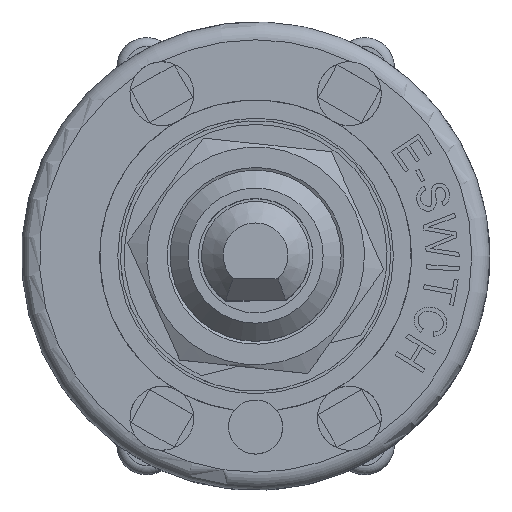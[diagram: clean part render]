
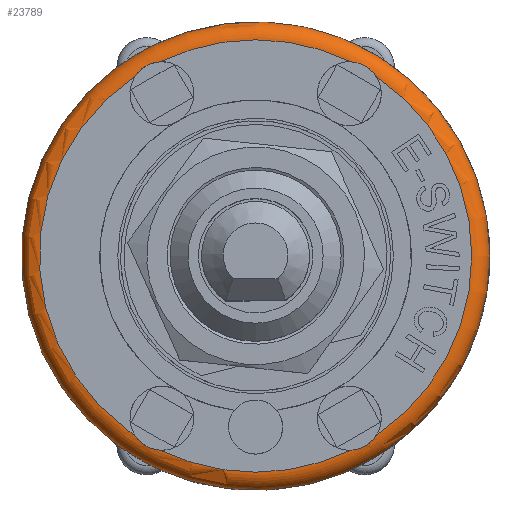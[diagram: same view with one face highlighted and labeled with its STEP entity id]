
A CAD part, top view. The second image highlights one B-rep face of the part: STEP entity #23789.
In plain terms, the highlighted toroidal (fillet/blend) face has major radius 12 mm and minor radius 1 mm.
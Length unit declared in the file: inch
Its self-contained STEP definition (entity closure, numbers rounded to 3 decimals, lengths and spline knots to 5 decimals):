
#23139=CARTESIAN_POINT('',(0.51181,0.0,0.37402));
#23140=VERTEX_POINT('',#23139);
#23141=CARTESIAN_POINT('',(0.0,0.0,0.37402));
#23142=DIRECTION('',(0.0,0.0,1.0));
#23143=DIRECTION('',(-1.0,0.0,0.0));
#23144=AXIS2_PLACEMENT_3D('',#23141,#23142,#23143);
#23145=CIRCLE('',#23144,0.51181);
#23146=EDGE_CURVE('',#23140,#23140,#23145,.T.);
#23389=CARTESIAN_POINT('',(-0.26379,0.39194,0.41339));
#23390=VERTEX_POINT('',#23389);
#23399=CARTESIAN_POINT('',(-0.20753,0.42442,0.41339));
#23400=VERTEX_POINT('',#23399);
#23408=CARTESIAN_POINT('',(-0.26379,0.39194,0.41339));
#23409=CARTESIAN_POINT('',(-0.26063,0.39693,0.41339));
#23410=CARTESIAN_POINT('',(-0.25684,0.40153,0.41318));
#23411=CARTESIAN_POINT('',(-0.25019,0.40776,0.41294));
#23412=CARTESIAN_POINT('',(-0.24774,0.40975,0.41287));
#23413=CARTESIAN_POINT('',(-0.24411,0.41233,0.41281));
#23414=CARTESIAN_POINT('',(-0.24303,0.41306,0.41279));
#23415=CARTESIAN_POINT('',(-0.24115,0.41424,0.41278));
#23416=CARTESIAN_POINT('',(-0.24035,0.41472,0.41278));
#23417=CARTESIAN_POINT('',(-0.23874,0.41565,0.41278));
#23418=CARTESIAN_POINT('',(-0.23791,0.4161,0.41278));
#23419=CARTESIAN_POINT('',(-0.23586,0.41717,0.4128));
#23420=CARTESIAN_POINT('',(-0.23462,0.41777,0.41281));
#23421=CARTESIAN_POINT('',(-0.23029,0.41972,0.41288));
#23422=CARTESIAN_POINT('',(-0.22713,0.42087,0.41296));
#23423=CARTESIAN_POINT('',(-0.2184,0.42336,0.41321));
#23424=CARTESIAN_POINT('',(-0.2129,0.4242,0.41339));
#23425=CARTESIAN_POINT('',(-0.20753,0.42442,0.41339));
#23426=B_SPLINE_CURVE_WITH_KNOTS('',3,(#23408,#23409,#23410,#23411,#23412,#23413,#23414,#23415,#23416,#23417,#23418,#23419,#23420,#23421,#23422,#23423,#23424,#23425),.UNSPECIFIED.,.F.,.U.,(4,2,2,2,2,2,2,2,4),(-0.30321,-0.28459,-0.27477,-0.27072,-0.26786,-0.26495,-0.2607,-0.25033,-0.23279),.UNSPECIFIED.);
#23427=EDGE_CURVE('',#23390,#23400,#23426,.T.);
#23463=CARTESIAN_POINT('',(-0.26379,-0.39194,0.41339));
#23464=VERTEX_POINT('',#23463);
#23474=CARTESIAN_POINT('',(-0.20753,-0.42442,0.41339));
#23475=VERTEX_POINT('',#23474);
#23476=CARTESIAN_POINT('',(-0.20753,-0.42442,0.41339));
#23477=CARTESIAN_POINT('',(-0.21344,-0.42418,0.41339));
#23478=CARTESIAN_POINT('',(-0.21932,-0.42319,0.41318));
#23479=CARTESIAN_POINT('',(-0.22803,-0.42055,0.41294));
#23480=CARTESIAN_POINT('',(-0.23098,-0.41943,0.41287));
#23481=CARTESIAN_POINT('',(-0.23503,-0.41757,0.41281));
#23482=CARTESIAN_POINT('',(-0.2362,-0.417,0.41279));
#23483=CARTESIAN_POINT('',(-0.23817,-0.41596,0.41278));
#23484=CARTESIAN_POINT('',(-0.23898,-0.41551,0.41278));
#23485=CARTESIAN_POINT('',(-0.24059,-0.41458,0.41278));
#23486=CARTESIAN_POINT('',(-0.2414,-0.41409,0.41278));
#23487=CARTESIAN_POINT('',(-0.24335,-0.41285,0.4128));
#23488=CARTESIAN_POINT('',(-0.24449,-0.41207,0.41281));
#23489=CARTESIAN_POINT('',(-0.24834,-0.4093,0.41288));
#23490=CARTESIAN_POINT('',(-0.25092,-0.40713,0.41296));
#23491=CARTESIAN_POINT('',(-0.25744,-0.40082,0.41321));
#23492=CARTESIAN_POINT('',(-0.26092,-0.39648,0.41339));
#23493=CARTESIAN_POINT('',(-0.26379,-0.39194,0.41339));
#23494=B_SPLINE_CURVE_WITH_KNOTS('',3,(#23476,#23477,#23478,#23479,#23480,#23481,#23482,#23483,#23484,#23485,#23486,#23487,#23488,#23489,#23490,#23491,#23492,#23493),.UNSPECIFIED.,.F.,.U.,(4,2,2,2,2,2,2,2,4),(-0.30321,-0.28459,-0.27477,-0.27072,-0.26786,-0.26495,-0.2607,-0.25033,-0.23279),.UNSPECIFIED.);
#23495=EDGE_CURVE('',#23475,#23464,#23494,.T.);
#23563=CARTESIAN_POINT('',(0.20753,-0.42442,0.41339));
#23564=VERTEX_POINT('',#23563);
#23574=CARTESIAN_POINT('',(0.26379,-0.39194,0.41339));
#23575=VERTEX_POINT('',#23574);
#23576=CARTESIAN_POINT('',(0.26379,-0.39194,0.41339));
#23577=CARTESIAN_POINT('',(0.26063,-0.39693,0.41339));
#23578=CARTESIAN_POINT('',(0.25684,-0.40153,0.41318));
#23579=CARTESIAN_POINT('',(0.25019,-0.40776,0.41294));
#23580=CARTESIAN_POINT('',(0.24774,-0.40975,0.41287));
#23581=CARTESIAN_POINT('',(0.24411,-0.41233,0.41281));
#23582=CARTESIAN_POINT('',(0.24303,-0.41306,0.41279));
#23583=CARTESIAN_POINT('',(0.24115,-0.41424,0.41278));
#23584=CARTESIAN_POINT('',(0.24035,-0.41472,0.41278));
#23585=CARTESIAN_POINT('',(0.23874,-0.41565,0.41278));
#23586=CARTESIAN_POINT('',(0.23791,-0.4161,0.41278));
#23587=CARTESIAN_POINT('',(0.23586,-0.41717,0.4128));
#23588=CARTESIAN_POINT('',(0.23462,-0.41777,0.41281));
#23589=CARTESIAN_POINT('',(0.23029,-0.41972,0.41288));
#23590=CARTESIAN_POINT('',(0.22713,-0.42087,0.41296));
#23591=CARTESIAN_POINT('',(0.2184,-0.42336,0.41321));
#23592=CARTESIAN_POINT('',(0.2129,-0.4242,0.41339));
#23593=CARTESIAN_POINT('',(0.20753,-0.42442,0.41339));
#23594=B_SPLINE_CURVE_WITH_KNOTS('',3,(#23576,#23577,#23578,#23579,#23580,#23581,#23582,#23583,#23584,#23585,#23586,#23587,#23588,#23589,#23590,#23591,#23592,#23593),.UNSPECIFIED.,.F.,.U.,(4,2,2,2,2,2,2,2,4),(-0.30321,-0.28459,-0.27477,-0.27072,-0.26786,-0.26495,-0.2607,-0.25033,-0.23279),.UNSPECIFIED.);
#23595=EDGE_CURVE('',#23575,#23564,#23594,.T.);
#23689=CARTESIAN_POINT('',(0.20753,0.42442,0.41339));
#23690=VERTEX_POINT('',#23689);
#23699=CARTESIAN_POINT('',(0.26379,0.39194,0.41339));
#23700=VERTEX_POINT('',#23699);
#23708=CARTESIAN_POINT('',(0.20753,0.42442,0.41339));
#23709=CARTESIAN_POINT('',(0.21344,0.42418,0.41339));
#23710=CARTESIAN_POINT('',(0.21932,0.42319,0.41318));
#23711=CARTESIAN_POINT('',(0.22803,0.42055,0.41294));
#23712=CARTESIAN_POINT('',(0.23098,0.41943,0.41287));
#23713=CARTESIAN_POINT('',(0.23503,0.41757,0.41281));
#23714=CARTESIAN_POINT('',(0.2362,0.417,0.41279));
#23715=CARTESIAN_POINT('',(0.23817,0.41596,0.41278));
#23716=CARTESIAN_POINT('',(0.23898,0.41551,0.41278));
#23717=CARTESIAN_POINT('',(0.24059,0.41458,0.41278));
#23718=CARTESIAN_POINT('',(0.2414,0.41409,0.41278));
#23719=CARTESIAN_POINT('',(0.24335,0.41285,0.4128));
#23720=CARTESIAN_POINT('',(0.24449,0.41207,0.41281));
#23721=CARTESIAN_POINT('',(0.24834,0.4093,0.41288));
#23722=CARTESIAN_POINT('',(0.25092,0.40713,0.41296));
#23723=CARTESIAN_POINT('',(0.25744,0.40082,0.41321));
#23724=CARTESIAN_POINT('',(0.26092,0.39648,0.41339));
#23725=CARTESIAN_POINT('',(0.26379,0.39194,0.41339));
#23726=B_SPLINE_CURVE_WITH_KNOTS('',3,(#23708,#23709,#23710,#23711,#23712,#23713,#23714,#23715,#23716,#23717,#23718,#23719,#23720,#23721,#23722,#23723,#23724,#23725),.UNSPECIFIED.,.F.,.U.,(4,2,2,2,2,2,2,2,4),(-0.30321,-0.28459,-0.27477,-0.27072,-0.26786,-0.26495,-0.2607,-0.25033,-0.23279),.UNSPECIFIED.);
#23727=EDGE_CURVE('',#23690,#23700,#23726,.T.);
#23747=CARTESIAN_POINT('',(0.0,0.0,0.37402));
#23748=DIRECTION('',(0.0,0.0,-1.0));
#23749=DIRECTION('',(-1.0,0.0,0.0));
#23750=AXIS2_PLACEMENT_3D('',#23747,#23748,#23749);
#23751=TOROIDAL_SURFACE('',#23750,0.47244,0.03937);
#23752=ORIENTED_EDGE('',*,*,#23146,.T.);
#23753=EDGE_LOOP('',(#23752));
#23754=FACE_OUTER_BOUND('',#23753,.T.);
#23755=CARTESIAN_POINT('',(0.0,0.0,0.41339));
#23756=DIRECTION('',(0.0,0.0,-1.0));
#23757=DIRECTION('',(-1.0,0.0,0.0));
#23758=AXIS2_PLACEMENT_3D('',#23755,#23756,#23757);
#23759=CIRCLE('',#23758,0.47244);
#23760=EDGE_CURVE('',#23464,#23390,#23759,.T.);
#23761=ORIENTED_EDGE('',*,*,#23760,.T.);
#23762=ORIENTED_EDGE('',*,*,#23427,.T.);
#23763=CARTESIAN_POINT('',(0.0,0.0,0.41339));
#23764=DIRECTION('',(0.0,0.0,-1.0));
#23765=DIRECTION('',(-1.0,0.0,0.0));
#23766=AXIS2_PLACEMENT_3D('',#23763,#23764,#23765);
#23767=CIRCLE('',#23766,0.47244);
#23768=EDGE_CURVE('',#23400,#23690,#23767,.T.);
#23769=ORIENTED_EDGE('',*,*,#23768,.T.);
#23770=ORIENTED_EDGE('',*,*,#23727,.T.);
#23771=CARTESIAN_POINT('',(0.0,0.0,0.41339));
#23772=DIRECTION('',(0.0,0.0,-1.0));
#23773=DIRECTION('',(-1.0,0.0,0.0));
#23774=AXIS2_PLACEMENT_3D('',#23771,#23772,#23773);
#23775=CIRCLE('',#23774,0.47244);
#23776=EDGE_CURVE('',#23700,#23575,#23775,.T.);
#23777=ORIENTED_EDGE('',*,*,#23776,.T.);
#23778=ORIENTED_EDGE('',*,*,#23595,.T.);
#23779=CARTESIAN_POINT('',(0.0,0.0,0.41339));
#23780=DIRECTION('',(0.0,0.0,-1.0));
#23781=DIRECTION('',(-1.0,0.0,0.0));
#23782=AXIS2_PLACEMENT_3D('',#23779,#23780,#23781);
#23783=CIRCLE('',#23782,0.47244);
#23784=EDGE_CURVE('',#23564,#23475,#23783,.T.);
#23785=ORIENTED_EDGE('',*,*,#23784,.T.);
#23786=ORIENTED_EDGE('',*,*,#23495,.T.);
#23787=EDGE_LOOP('',(#23761,#23762,#23769,#23770,#23777,#23778,#23785,#23786));
#23788=FACE_BOUND('',#23787,.T.);
#23789=ADVANCED_FACE('',(#23754,#23788),#23751,.T.);
